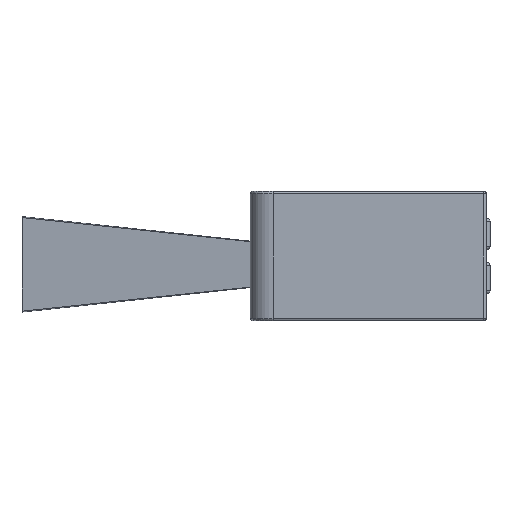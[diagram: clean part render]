
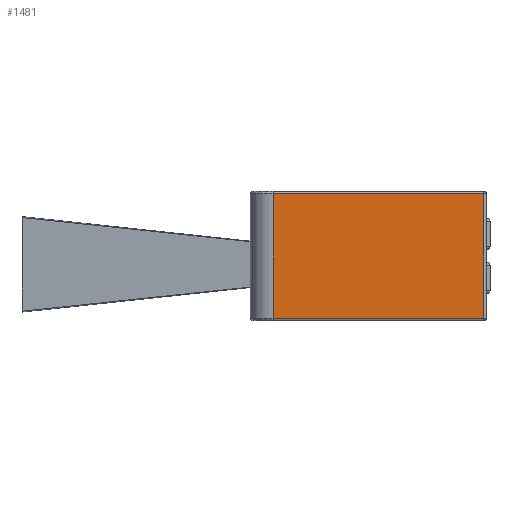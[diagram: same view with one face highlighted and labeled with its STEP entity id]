
A CAD part, front view. The second image highlights one B-rep face of the part: STEP entity #1481.
In plain terms, the highlighted planar face has unit normal (0, -1, 0).
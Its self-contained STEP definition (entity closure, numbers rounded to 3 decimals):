
#14 = VECTOR ( 'NONE', #4939, 1000. ) ;
#166 = EDGE_CURVE ( 'NONE', #4966, #860, #2280, .T. ) ;
#179 = DIRECTION ( 'NONE',  ( 1., 0., 0. ) ) ;
#340 = DIRECTION ( 'NONE',  ( 0., 0., -1. ) ) ;
#452 = ORIENTED_EDGE ( 'NONE', *, *, #166, .T. ) ;
#470 = VECTOR ( 'NONE', #340, 1000. ) ;
#490 = ORIENTED_EDGE ( 'NONE', *, *, #4930, .F. ) ;
#499 = DIRECTION ( 'NONE',  ( 0., -1., 0. ) ) ;
#752 = LINE ( 'NONE', #3015, #5129 ) ;
#762 = EDGE_CURVE ( 'NONE', #860, #4674, #752, .T. ) ;
#860 = VERTEX_POINT ( 'NONE', #1339 ) ;
#1149 = VECTOR ( 'NONE', #179, 1000. ) ;
#1322 = DIRECTION ( 'NONE',  ( 0., 0., 1. ) ) ;
#1339 = CARTESIAN_POINT ( 'NONE',  ( 49.7, 45.39, -6.2 ) ) ;
#1446 = VERTEX_POINT ( 'NONE', #1737 ) ;
#1481 = ADVANCED_FACE ( 'NONE', ( #1950 ), #5150, .T. ) ;
#1737 = CARTESIAN_POINT ( 'NONE',  ( 22., 45.39, 10.2 ) ) ;
#1739 = LINE ( 'NONE', #3718, #470 ) ;
#1950 = FACE_OUTER_BOUND ( 'NONE', #3388, .T. ) ;
#1968 = CARTESIAN_POINT ( 'NONE',  ( 86.7, 45.39, 10.2 ) ) ;
#2280 = LINE ( 'NONE', #4699, #1149 ) ;
#2405 = CARTESIAN_POINT ( 'NONE',  ( 22., 45.39, -6.2 ) ) ;
#3015 = CARTESIAN_POINT ( 'NONE',  ( 49.7, 45.39, -6.5 ) ) ;
#3388 = EDGE_LOOP ( 'NONE', ( #490, #4694, #452, #4169 ) ) ;
#3398 = CARTESIAN_POINT ( 'NONE',  ( 49.7, 45.39, 10.2 ) ) ;
#3481 = DIRECTION ( 'NONE',  ( 0., 0., -1. ) ) ;
#3618 = EDGE_CURVE ( 'NONE', #1446, #4966, #1739, .T. ) ;
#3718 = CARTESIAN_POINT ( 'NONE',  ( 22., 45.39, -6.5 ) ) ;
#4169 = ORIENTED_EDGE ( 'NONE', *, *, #762, .T. ) ;
#4320 = CARTESIAN_POINT ( 'NONE',  ( 48.2, 45.39, -6.5 ) ) ;
#4402 = LINE ( 'NONE', #1968, #14 ) ;
#4674 = VERTEX_POINT ( 'NONE', #3398 ) ;
#4694 = ORIENTED_EDGE ( 'NONE', *, *, #3618, .T. ) ;
#4699 = CARTESIAN_POINT ( 'NONE',  ( 48.2, 45.39, -6.2 ) ) ;
#4930 = EDGE_CURVE ( 'NONE', #1446, #4674, #4402, .T. ) ;
#4939 = DIRECTION ( 'NONE',  ( 1., 0., 0. ) ) ;
#4966 = VERTEX_POINT ( 'NONE', #2405 ) ;
#5129 = VECTOR ( 'NONE', #1322, 1000. ) ;
#5150 = PLANE ( 'NONE',  #5203 ) ;
#5203 = AXIS2_PLACEMENT_3D ( 'NONE', #4320, #499, #3481 ) ;
